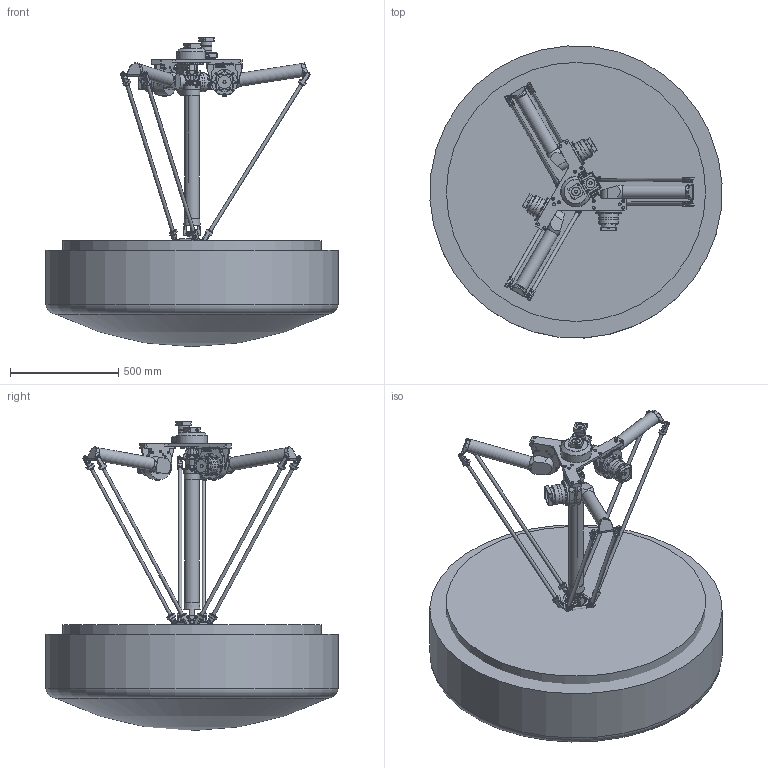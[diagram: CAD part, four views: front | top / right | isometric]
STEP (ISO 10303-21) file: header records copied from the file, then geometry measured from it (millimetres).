
FILE_DESCRIPTION(/* description */ ('Norm.iam Teamplte'),/* implementation_level */ '2;1');
FILE_NAME(/* name */ '3D-model_AL_00106.stp',/* time_stamp */ '2024-06-20T11:09:50+02:00',/* author */ ('lars.merkel'),/* organization */ (''),/* preprocessor_version */ 'ST-DEVELOPER v19.2',/* originating_system */ 'Autodesk Inventor 2023',/* authorisation */ '');
FILE_SCHEMA (('AUTOMOTIVE_DESIGN { 1 0 10303 214 3 1 1 }'));
Products named in the file (13): AL_00106_DUMMY DELTA Robotermechanik RL3-600-1kg; MT_WST00111152 Oberarm; MT_WST00117101 Unterarm; MT_WST00117058 Roboterkopf; MT_WST00117068; MT_WST00117069; MT_WST00101966 Dummy Achse 5; MT_WST00101318; MT_WST00117044 Werkzeugträger; MT_WST00117046 Hilfs BGR; MT_WST00031706MT_WST; MT_WST00117106 Hilfs BGR; MT_WST00117103 Hilfs BGR
Assembly tree (20 placements, depth 2):
  AL_00106_DUMMY DELTA Robotermechanik RL3-600-1kg
    MT_WST00111152 Oberarm  x3
    MT_WST00117101 Unterarm  x6
    MT_WST00117058 Roboterkopf
    MT_WST00117068
    MT_WST00117069
    MT_WST00101966 Dummy Achse 5
    MT_WST00101318
    MT_WST00117044 Werkzeugträger
    MT_WST00117046 Hilfs BGR
    MT_WST00031706MT_WST  x2
    MT_WST00117106 Hilfs BGR
    MT_WST00117103 Hilfs BGR
Bounding box: 1347.73 x 1347.73 x 1426.7 mm (x, y, z)
Volume: 897128179.5 mm3; surface area: 8877041.9 mm2
Topology: 22 solids, 45 shells, 4368 faces, 10615 edges, 6638 vertices
Faces by surface type: plane 2186, cylinder 1044, cone 581, bspline 315, torus 162, sphere 80
Full cylindrical faces by diameter (mm): 1.7 x2, 3.242 x15, 3.459 x4, 4 x4, 4.134 x14, 4.5 x1, 4.917 x13, 5 x3, 5.3 x3, 5.8 x3, 5.9 x4, 6 x4, 6.647 x9, 6.7 x5, 7 x38, 7.323 x1, 7.53 x12, 7.761 x1, 8 x4, 8.5 x31, 9 x3, 9.8 x3, 10 x23, 10.106 x12, 10.4 x1, 11.4 x1, 12 x1, 13.5 x12, 14 x6, 15 x6
Entity records: 119326 total; most frequent: CARTESIAN_POINT 34031, ORIENTED_EDGE 17134, DIRECTION 16577, EDGE_CURVE 8567, AXIS2_PLACEMENT_3D 5923, VERTEX_POINT 5496, LINE 4731, VECTOR 4731
